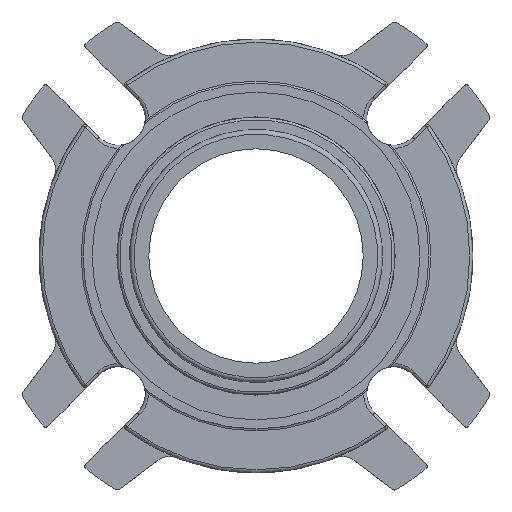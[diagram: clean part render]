
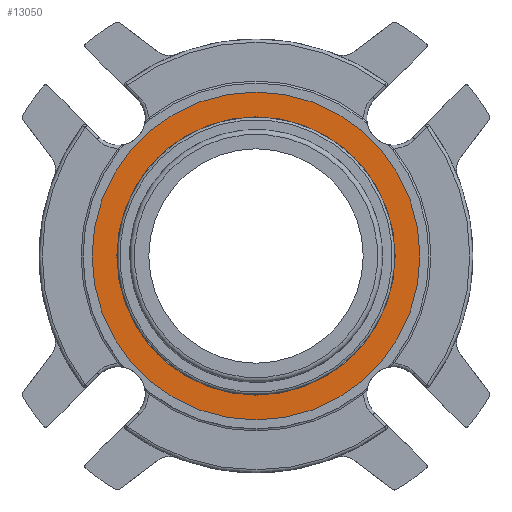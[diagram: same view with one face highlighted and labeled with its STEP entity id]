
A CAD part, left-side view. The second image highlights one B-rep face of the part: STEP entity #13050.
In plain terms, the highlighted planar face has unit normal (-1, 0, 0).
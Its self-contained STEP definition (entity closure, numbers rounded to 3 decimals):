
#1598=PLANE('',#14146);
#4317=ORIENTED_EDGE('',*,*,#5697,.T.);
#4318=ORIENTED_EDGE('',*,*,#5698,.T.);
#5697=EDGE_CURVE('',#6555,#6555,#7135,.T.);
#5698=EDGE_CURVE('',#6556,#6556,#7136,.F.);
#6555=VERTEX_POINT('',#21234);
#6556=VERTEX_POINT('',#21237);
#7135=CIRCLE('',#14145,53.5);
#7136=CIRCLE('',#14147,45.403);
#7753=EDGE_LOOP('',(#4317));
#7754=EDGE_LOOP('',(#4318));
#8394=FACE_BOUND('',#7753,.T.);
#8395=FACE_BOUND('',#7754,.T.);
#13050=ADVANCED_FACE('',(#8394,#8395),#1598,.T.);
#14145=AXIS2_PLACEMENT_3D('',#21233,#16839,#16840);
#14146=AXIS2_PLACEMENT_3D('',#21235,#16841,#16842);
#14147=AXIS2_PLACEMENT_3D('',#21236,#16843,#16844);
#16839=DIRECTION('',(-1.,0.,0.));
#16840=DIRECTION('',(0.,-1.,0.));
#16841=DIRECTION('',(-1.,0.,0.));
#16842=DIRECTION('',(0.,-1.,0.));
#16843=DIRECTION('',(-1.,0.,0.));
#16844=DIRECTION('',(0.,0.,1.));
#21233=CARTESIAN_POINT('',(-13.848,0.,0.));
#21234=CARTESIAN_POINT('',(-13.848,-53.5,0.));
#21235=CARTESIAN_POINT('',(-13.848,-46.,0.));
#21236=CARTESIAN_POINT('',(-13.848,0.,0.));
#21237=CARTESIAN_POINT('',(-13.848,0.,45.403));
